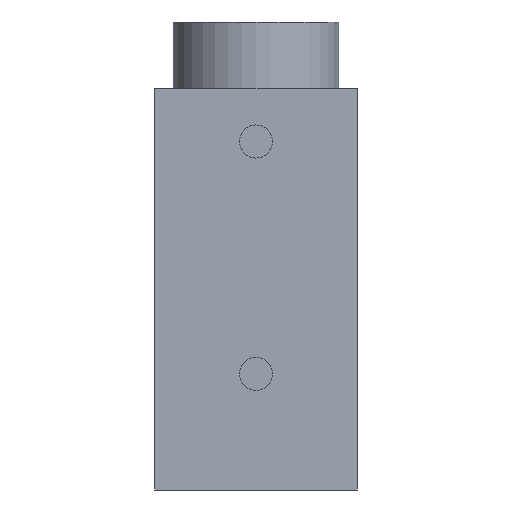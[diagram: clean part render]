
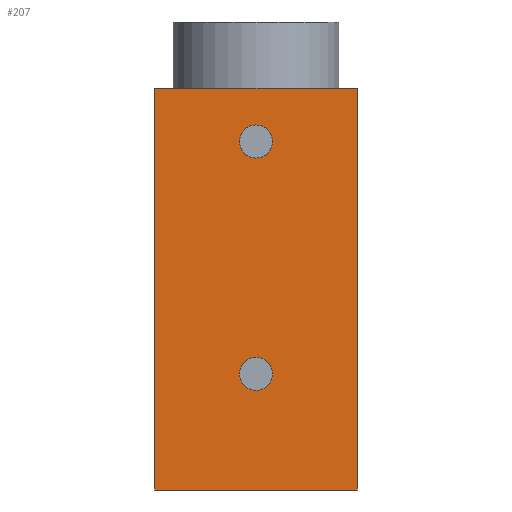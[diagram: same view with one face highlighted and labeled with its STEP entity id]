
A CAD part, front view. The second image highlights one B-rep face of the part: STEP entity #207.
In plain terms, the highlighted planar face has unit normal (0, -1, 0).
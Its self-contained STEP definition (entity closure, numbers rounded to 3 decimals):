
#1 = VERTEX_POINT ( 'NONE', #179 ) ;
#3 = ORIENTED_EDGE ( 'NONE', *, *, #391, .F. ) ;
#4 = EDGE_CURVE ( 'NONE', #451, #1, #224, .T. ) ;
#8 = ORIENTED_EDGE ( 'NONE', *, *, #159, .F. ) ;
#10 = CARTESIAN_POINT ( 'NONE',  ( 0., -2.5, 10. ) ) ;
#12 = CARTESIAN_POINT ( 'NONE',  ( 0., -2.5, 10.5 ) ) ;
#21 = CARTESIAN_POINT ( 'NONE',  ( -3.05, -2.5, 0. ) ) ;
#29 = CIRCLE ( 'NONE', #308, 0.5 ) ;
#30 = VECTOR ( 'NONE', #502, 1000. ) ;
#31 = ORIENTED_EDGE ( 'NONE', *, *, #4, .T. ) ;
#44 = DIRECTION ( 'NONE',  ( 0., 0., 1. ) ) ;
#50 = EDGE_CURVE ( 'NONE', #135, #533, #364, .T. ) ;
#74 = VERTEX_POINT ( 'NONE', #371 ) ;
#76 = AXIS2_PLACEMENT_3D ( 'NONE', #367, #581, #359 ) ;
#77 = ORIENTED_EDGE ( 'NONE', *, *, #577, .T. ) ;
#95 = DIRECTION ( 'NONE',  ( 0., -1., 0. ) ) ;
#98 = LINE ( 'NONE', #551, #30 ) ;
#103 = CARTESIAN_POINT ( 'NONE',  ( 3.05, -2.5, 12.1 ) ) ;
#115 = ORIENTED_EDGE ( 'NONE', *, *, #398, .F. ) ;
#124 = DIRECTION ( 'NONE',  ( 0., 1., 0. ) ) ;
#128 = CARTESIAN_POINT ( 'NONE',  ( 0., -2.5, 11. ) ) ;
#133 = AXIS2_PLACEMENT_3D ( 'NONE', #12, #95, #458 ) ;
#135 = VERTEX_POINT ( 'NONE', #425 ) ;
#144 = VECTOR ( 'NONE', #568, 1000. ) ;
#159 = EDGE_CURVE ( 'NONE', #397, #209, #29, .T. ) ;
#163 = VERTEX_POINT ( 'NONE', #103 ) ;
#173 = PLANE ( 'NONE',  #382 ) ;
#175 = ORIENTED_EDGE ( 'NONE', *, *, #269, .F. ) ;
#179 = CARTESIAN_POINT ( 'NONE',  ( -3.05, -2.5, 0. ) ) ;
#185 = CARTESIAN_POINT ( 'NONE',  ( -3.05, -2.5, 12.1 ) ) ;
#199 = DIRECTION ( 'NONE',  ( 1., 0., 0. ) ) ;
#200 = DIRECTION ( 'NONE',  ( 0., -1., 0. ) ) ;
#207 = ADVANCED_FACE ( 'NONE', ( #414, #218, #214 ), #173, .F. ) ;
#208 = EDGE_LOOP ( 'NONE', ( #3, #8 ) ) ;
#209 = VERTEX_POINT ( 'NONE', #128 ) ;
#214 = FACE_OUTER_BOUND ( 'NONE', #346, .T. ) ;
#218 = FACE_BOUND ( 'NONE', #582, .T. ) ;
#224 = LINE ( 'NONE', #185, #485 ) ;
#227 = VERTEX_POINT ( 'NONE', #400 ) ;
#229 = ORIENTED_EDGE ( 'NONE', *, *, #550, .F. ) ;
#253 = CARTESIAN_POINT ( 'NONE',  ( 0., -2.5, 3. ) ) ;
#269 = EDGE_CURVE ( 'NONE', #533, #135, #508, .T. ) ;
#280 = DIRECTION ( 'NONE',  ( 1., 0., 0. ) ) ;
#292 = LINE ( 'NONE', #294, #144 ) ;
#294 = CARTESIAN_POINT ( 'NONE',  ( 3.05, -2.5, 12.1 ) ) ;
#308 = AXIS2_PLACEMENT_3D ( 'NONE', #417, #513, #376 ) ;
#315 = ORIENTED_EDGE ( 'NONE', *, *, #50, .F. ) ;
#324 = CARTESIAN_POINT ( 'NONE',  ( -3.05, -2.5, 12.1 ) ) ;
#328 = VECTOR ( 'NONE', #199, 1000. ) ;
#344 = ORIENTED_EDGE ( 'NONE', *, *, #415, .F. ) ;
#345 = LINE ( 'NONE', #21, #328 ) ;
#346 = EDGE_LOOP ( 'NONE', ( #77, #229, #115, #344, #31 ) ) ;
#359 = DIRECTION ( 'NONE',  ( 0., 0., 1. ) ) ;
#364 = CIRCLE ( 'NONE', #428, 0.5 ) ;
#367 = CARTESIAN_POINT ( 'NONE',  ( 0., -2.5, 3.5 ) ) ;
#371 = CARTESIAN_POINT ( 'NONE',  ( 0., -2.5, 12.1 ) ) ;
#376 = DIRECTION ( 'NONE',  ( 0., 0., 1. ) ) ;
#382 = AXIS2_PLACEMENT_3D ( 'NONE', #488, #124, #44 ) ;
#391 = EDGE_CURVE ( 'NONE', #209, #397, #392, .T. ) ;
#392 = CIRCLE ( 'NONE', #133, 0.5 ) ;
#397 = VERTEX_POINT ( 'NONE', #10 ) ;
#398 = EDGE_CURVE ( 'NONE', #74, #163, #509, .T. ) ;
#400 = CARTESIAN_POINT ( 'NONE',  ( 3.05, -2.5, 0. ) ) ;
#404 = DIRECTION ( 'NONE',  ( 0., 0., -1. ) ) ;
#407 = CARTESIAN_POINT ( 'NONE',  ( -3.05, -2.5, 12.1 ) ) ;
#414 = FACE_BOUND ( 'NONE', #208, .T. ) ;
#415 = EDGE_CURVE ( 'NONE', #451, #74, #98, .T. ) ;
#417 = CARTESIAN_POINT ( 'NONE',  ( 0., -2.5, 10.5 ) ) ;
#425 = CARTESIAN_POINT ( 'NONE',  ( 0., -2.5, 4. ) ) ;
#428 = AXIS2_PLACEMENT_3D ( 'NONE', #562, #200, #563 ) ;
#451 = VERTEX_POINT ( 'NONE', #407 ) ;
#458 = DIRECTION ( 'NONE',  ( 0., 0., 1. ) ) ;
#485 = VECTOR ( 'NONE', #404, 1000. ) ;
#488 = CARTESIAN_POINT ( 'NONE',  ( -3.05, -2.5, 12.1 ) ) ;
#502 = DIRECTION ( 'NONE',  ( 1., 0., 0. ) ) ;
#508 = CIRCLE ( 'NONE', #76, 0.5 ) ;
#509 = LINE ( 'NONE', #324, #529 ) ;
#513 = DIRECTION ( 'NONE',  ( 0., -1., 0. ) ) ;
#529 = VECTOR ( 'NONE', #280, 1000. ) ;
#533 = VERTEX_POINT ( 'NONE', #253 ) ;
#550 = EDGE_CURVE ( 'NONE', #163, #227, #292, .T. ) ;
#551 = CARTESIAN_POINT ( 'NONE',  ( -3.05, -2.5, 12.1 ) ) ;
#562 = CARTESIAN_POINT ( 'NONE',  ( 0., -2.5, 3.5 ) ) ;
#563 = DIRECTION ( 'NONE',  ( 0., 0., 1. ) ) ;
#568 = DIRECTION ( 'NONE',  ( 0., 0., -1. ) ) ;
#577 = EDGE_CURVE ( 'NONE', #1, #227, #345, .T. ) ;
#581 = DIRECTION ( 'NONE',  ( 0., -1., 0. ) ) ;
#582 = EDGE_LOOP ( 'NONE', ( #315, #175 ) ) ;
